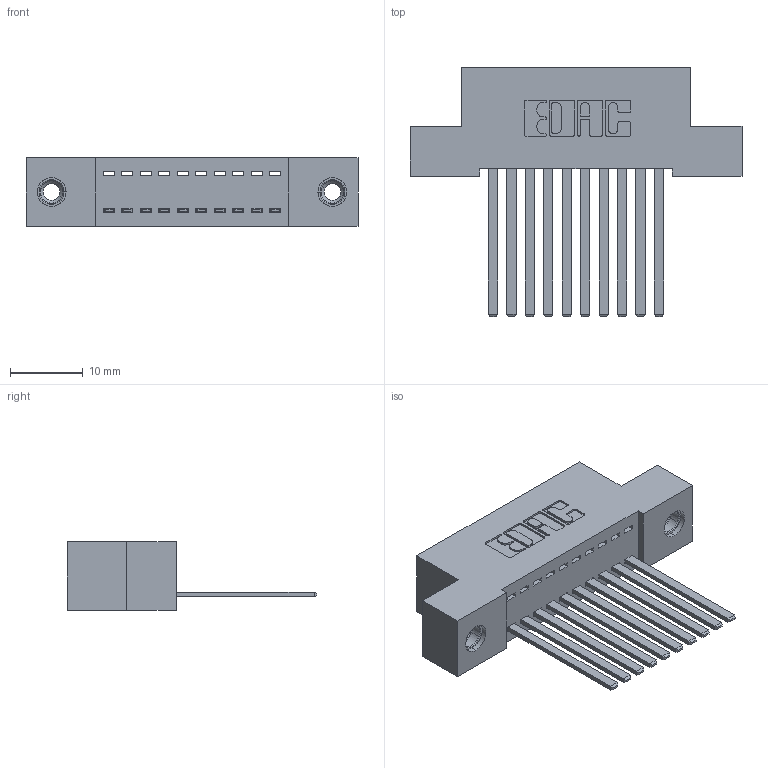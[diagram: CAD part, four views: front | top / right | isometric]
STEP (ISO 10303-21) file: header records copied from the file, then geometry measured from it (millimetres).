
FILE_DESCRIPTION (( 'STEP AP203' ), '1' );
FILE_NAME ('392-010-544-108.STEP', '2019-10-05T01:04:13', ( '' ), ( '' ), 'SwSTEP 2.0', 'SolidWorks 2016', '' );
FILE_SCHEMA (( 'CONFIG_CONTROL_DESIGN' ));
Length unit declared in the file: inch
Products named in the file (4): 342 Part_TI; 345-292-001_345-293-144; 345-250-001_345-250-003-102; 392-010-544-108
Assembly tree (13 placements, depth 2):
  392-010-544-108
    342 Part_TI
    345-292-001_345-293-144  x10
    345-250-001_345-250-003-102  x2
Bounding box: 45.72 x 34.3 x 9.4 mm (x, y, z)
Volume: 4001 mm3; surface area: 5625.2 mm2
Topology: 13 solids, 13 shells, 690 faces, 2015 edges, 1322 vertices
Faces by surface type: plane 478, cylinder 196, cone 12, torus 4
Entity records: 11122 total; most frequent: CARTESIAN_POINT 1903, ORIENTED_EDGE 1842, DIRECTION 1699, EDGE_CURVE 921, VECTOR 777, LINE 777, VERTEX_POINT 608, AXIS2_PLACEMENT_3D 461
